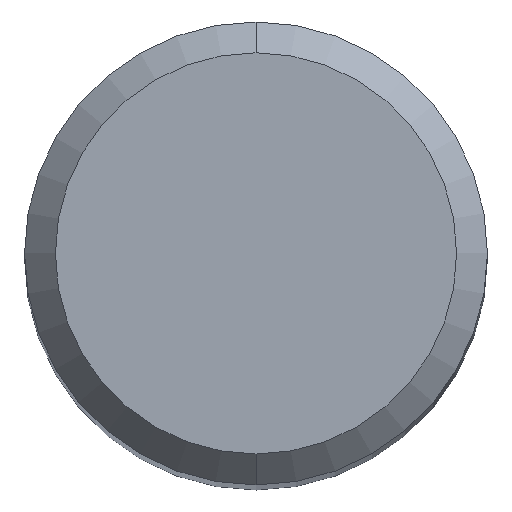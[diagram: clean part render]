
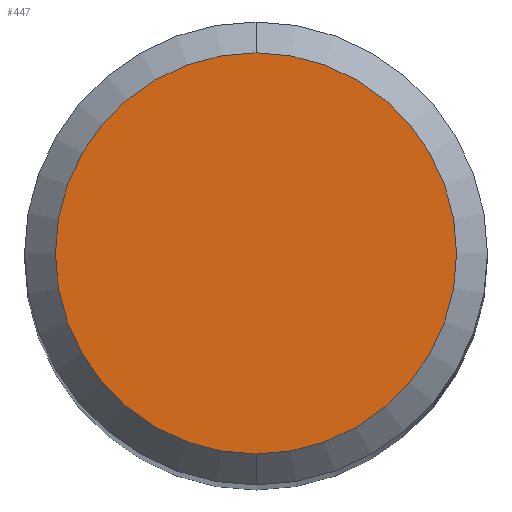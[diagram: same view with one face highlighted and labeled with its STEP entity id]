
A CAD part, top view. The second image highlights one B-rep face of the part: STEP entity #447.
In plain terms, the highlighted planar face has unit normal (0, 0, 1).
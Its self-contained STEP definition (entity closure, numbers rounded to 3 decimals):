
#197=VERTEX_POINT('',#507);
#215=VERTEX_POINT('',#526);
#245=EDGE_CURVE('',#197,#215,#556,.T.);
#373=EDGE_CURVE('',#215,#197,#698,.T.);
#447=ADVANCED_FACE('',(#780),#781,.T.);
#507=CARTESIAN_POINT('',(0.0,2.6,0.0));
#526=CARTESIAN_POINT('',(0.,-2.6,0.0));
#556=CIRCLE('',#1009,2.6);
#698=CIRCLE('',#1243,2.6);
#780=FACE_OUTER_BOUND('',#1419,.T.);
#781=PLANE('',#1420);
#1009=AXIS2_PLACEMENT_3D('',#1500,#1501,#1502);
#1243=AXIS2_PLACEMENT_3D('',#1669,#1670,#1671);
#1419=EDGE_LOOP('',(#1768,#1769));
#1420=AXIS2_PLACEMENT_3D('',#1770,#1771,#1772);
#1500=CARTESIAN_POINT('',(0.0,0.0,0.0));
#1501=DIRECTION('',(0.0,0.0,-1.0));
#1502=DIRECTION('',(0.0,1.0,0.0));
#1669=CARTESIAN_POINT('',(0.0,0.0,0.0));
#1670=DIRECTION('',(0.0,0.0,-1.0));
#1671=DIRECTION('',(0.0,1.0,0.0));
#1768=ORIENTED_EDGE('',*,*,#245,.F.);
#1769=ORIENTED_EDGE('',*,*,#373,.F.);
#1770=CARTESIAN_POINT('',(0.0,1.3,0.0));
#1771=DIRECTION('',(-0.0,0.0,1.0));
#1772=DIRECTION('',(0.0,-1.0,0.0));
